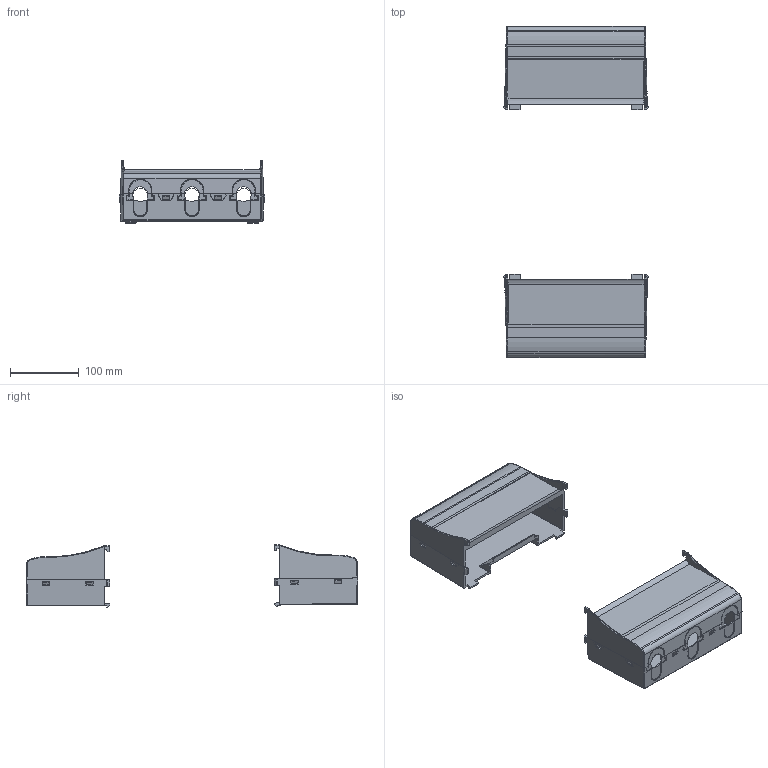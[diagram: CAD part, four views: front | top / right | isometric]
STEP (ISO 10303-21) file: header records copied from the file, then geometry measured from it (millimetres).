
FILE_DESCRIPTION (( 'STEP AP214' ), '1' );
FILE_NAME ('SSW0708900-IP20-4D b1 Coord 1.STEP', '2019-10-08T13:28:15', ( '' ), ( '' ), 'SwSTEP 2.0', 'SolidWorks 2017', '' );
FILE_SCHEMA (( 'AUTOMOTIVE_DESIGN' ));
Length unit declared in the file: inch
Products named in the file (1): SSW0708900-IP20-4D b1 Coord 1
Bounding box: 212.73 x 483.95 x 91.34 mm (x, y, z)
Volume: 436648.3 mm3; surface area: 315728.1 mm2
Topology: 8 solids, 8 shells, 1557 faces, 4792 edges, 3107 vertices
Faces by surface type: plane 1110, bspline 220, cylinder 134, cone 93
Entity records: 62820 total; most frequent: CARTESIAN_POINT 22227, ORIENTED_EDGE 9560, DIRECTION 6741, EDGE_CURVE 4780, LINE 3347, VECTOR 3347, VERTEX_POINT 3107, EDGE_LOOP 1737
